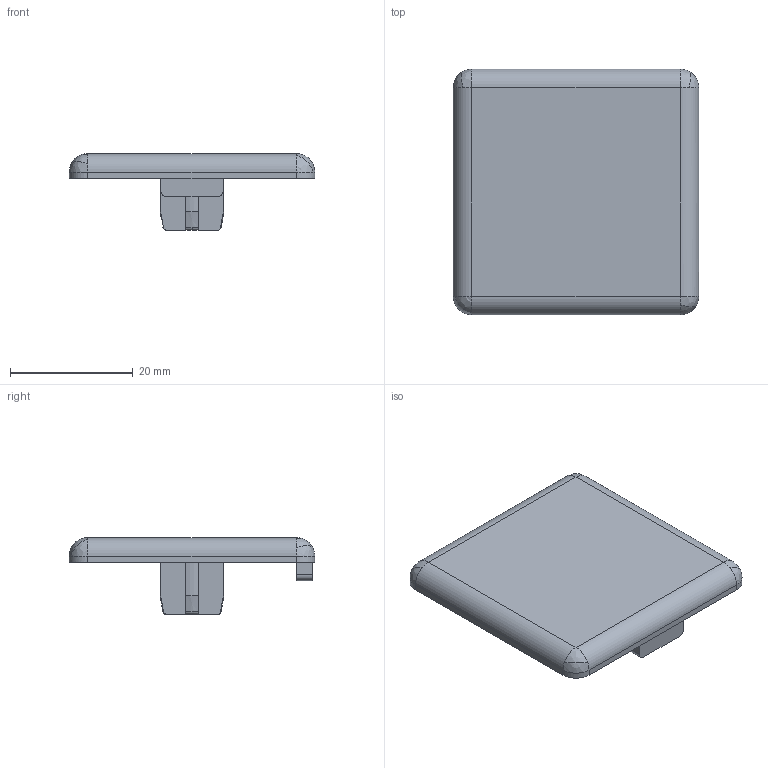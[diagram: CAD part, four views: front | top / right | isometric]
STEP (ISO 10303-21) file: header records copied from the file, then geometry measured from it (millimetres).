
FILE_DESCRIPTION (( 'STEP AP203' ), '1' );
FILE_NAME ('411536437.STEP', '2022-08-28T12:47:25', ( '' ), ( '' ), 'SwSTEP 2.0', 'SolidWorks 2014', '' );
FILE_SCHEMA (( 'CONFIG_CONTROL_DESIGN' ));
Length unit declared in the file: millimetre
Products named in the file (1): 411536437
Bounding box: 40 x 40 x 12.5 mm (x, y, z)
Volume: 5353.2 mm3; surface area: 4172.1 mm2
Topology: 1 solids, 1 shells, 76 faces, 199 edges, 119 vertices
Faces by surface type: cylinder 27, plane 24, bspline 20, cone 5
Entity records: 2691 total; most frequent: CARTESIAN_POINT 923, ORIENTED_EDGE 382, DIRECTION 320, EDGE_CURVE 191, VERTEX_POINT 119, AXIS2_PLACEMENT_3D 116, LINE 88, VECTOR 88
